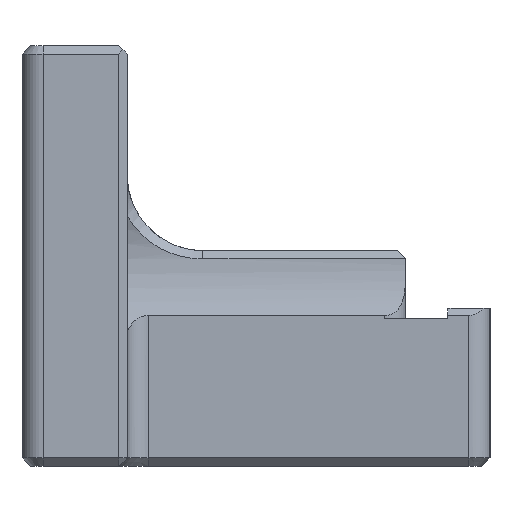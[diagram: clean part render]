
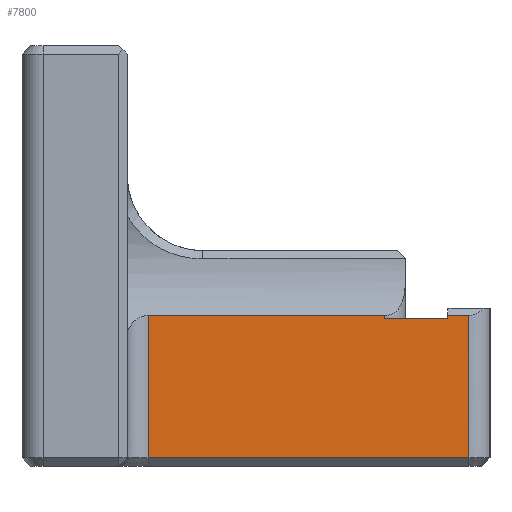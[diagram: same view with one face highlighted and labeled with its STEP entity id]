
A CAD part, left-side view. The second image highlights one B-rep face of the part: STEP entity #7800.
In plain terms, the highlighted planar face has unit normal (-1, 0, 0).
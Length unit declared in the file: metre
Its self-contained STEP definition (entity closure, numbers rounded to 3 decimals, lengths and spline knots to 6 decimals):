
#400=LINE('',#10893,#1192);
#404=LINE('',#10908,#1196);
#952=LINE('',#12690,#1744);
#963=LINE('',#12720,#1755);
#964=LINE('',#12733,#1756);
#993=LINE('',#12818,#1785);
#994=LINE('',#12820,#1786);
#995=LINE('',#12822,#1787);
#1192=VECTOR('',#8780,1.);
#1196=VECTOR('',#8792,1.);
#1744=VECTOR('',#10194,1.);
#1755=VECTOR('',#10233,1.);
#1756=VECTOR('',#10236,1.);
#1785=VECTOR('',#10323,1.);
#1786=VECTOR('',#10326,1.);
#1787=VECTOR('',#10329,1.);
#3655=ORIENTED_EDGE('',*,*,#5050,.F.);
#3656=ORIENTED_EDGE('',*,*,#5007,.T.);
#3657=ORIENTED_EDGE('',*,*,#4279,.F.);
#3658=ORIENTED_EDGE('',*,*,#4286,.F.);
#3659=ORIENTED_EDGE('',*,*,#5051,.F.);
#3660=ORIENTED_EDGE('',*,*,#5010,.T.);
#3661=ORIENTED_EDGE('',*,*,#5049,.F.);
#3662=ORIENTED_EDGE('',*,*,#4992,.F.);
#4279=EDGE_CURVE('',#5397,#5398,#400,.T.);
#4286=EDGE_CURVE('',#5404,#5397,#404,.T.);
#4992=EDGE_CURVE('',#5824,#5825,#952,.T.);
#5007=EDGE_CURVE('',#5831,#5398,#963,.T.);
#5010=EDGE_CURVE('',#5833,#5832,#964,.T.);
#5049=EDGE_CURVE('',#5825,#5832,#993,.F.);
#5050=EDGE_CURVE('',#5831,#5824,#994,.T.);
#5051=EDGE_CURVE('',#5833,#5404,#995,.T.);
#5397=VERTEX_POINT('',#10892);
#5398=VERTEX_POINT('',#10894);
#5404=VERTEX_POINT('',#10907);
#5824=VERTEX_POINT('',#12685);
#5825=VERTEX_POINT('',#12689);
#5831=VERTEX_POINT('',#12721);
#5832=VERTEX_POINT('',#12732);
#5833=VERTEX_POINT('',#12734);
#6559=EDGE_LOOP('',(#3655,#3656,#3657,#3658,#3659,#3660,#3661,#3662));
#7035=FACE_BOUND('',#6559,.T.);
#7376=PLANE('',#8493);
#7800=ADVANCED_FACE('',(#7035),#7376,.F.);
#8493=AXIS2_PLACEMENT_3D('',#12826,#10335,#10336);
#8780=DIRECTION('',(0.,0.,1.));
#8792=DIRECTION('',(0.,-1.,0.));
#10194=DIRECTION('',(0.,1.,0.));
#10233=DIRECTION('',(0.,1.,0.));
#10236=DIRECTION('',(0.,1.,0.));
#10323=DIRECTION('',(0.,0.,-1.));
#10326=DIRECTION('',(0.,0.,-1.));
#10329=DIRECTION('',(0.,0.,-1.));
#10335=DIRECTION('',(1.,0.,0.));
#10336=DIRECTION('',(0.,-1.,0.));
#10892=CARTESIAN_POINT('',(-0.062675,-0.015645,0.028855));
#10893=CARTESIAN_POINT('',(-0.062675,-0.015645,0.028855));
#10894=CARTESIAN_POINT('',(-0.062675,-0.015645,0.029022));
#10907=CARTESIAN_POINT('',(-0.062675,-0.012645,0.028855));
#10908=CARTESIAN_POINT('',(-0.062675,-0.00652,0.028855));
#12685=CARTESIAN_POINT('',(-0.062675,-0.016645,0.02225));
#12689=CARTESIAN_POINT('',(-0.062675,-0.001395,0.02225));
#12690=CARTESIAN_POINT('',(-0.062675,-0.00652,0.02225));
#12720=CARTESIAN_POINT('',(-0.062675,-0.017645,0.029022));
#12721=CARTESIAN_POINT('',(-0.062675,-0.016645,0.029022));
#12732=CARTESIAN_POINT('',(-0.062675,-0.001395,0.029022));
#12733=CARTESIAN_POINT('',(-0.062675,-0.017645,0.029022));
#12734=CARTESIAN_POINT('',(-0.062675,-0.012645,0.029022));
#12818=CARTESIAN_POINT('',(-0.062675,-0.001395,0.028855));
#12820=CARTESIAN_POINT('',(-0.062675,-0.016645,0.028855));
#12822=CARTESIAN_POINT('',(-0.062675,-0.012645,0.028855));
#12826=CARTESIAN_POINT('',(-0.062675,-0.00652,0.028855));
